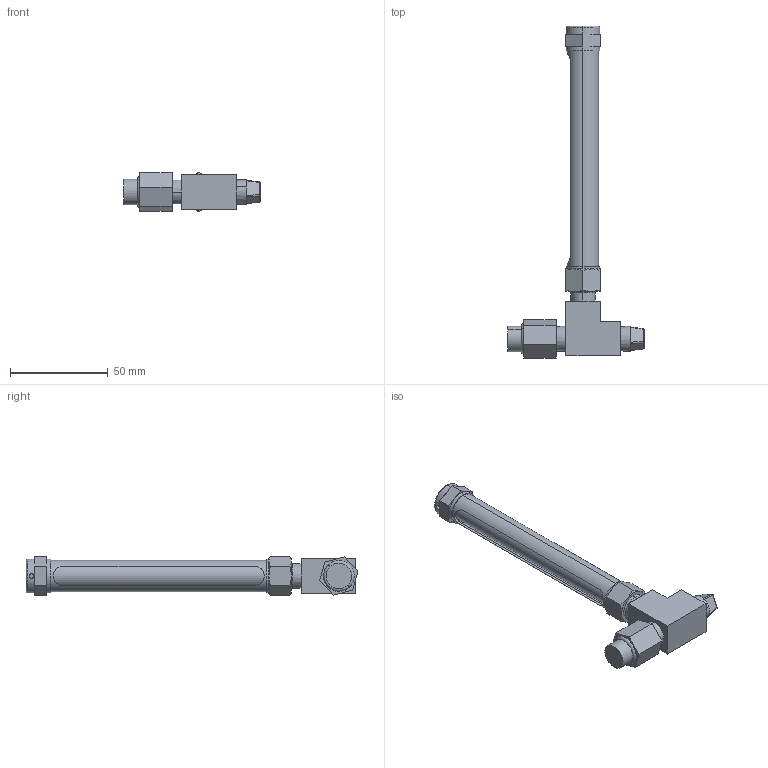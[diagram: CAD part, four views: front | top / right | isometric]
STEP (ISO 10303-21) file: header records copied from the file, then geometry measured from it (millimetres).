
FILE_DESCRIPTION (( 'STEP AP214' ), '1' );
FILE_NAME ('76144.STEP', '2012-12-21T13:26:23', ( 'it' ), ( '' ), 'SwSTEP 2.0', 'SolidWorks 2012', '' );
FILE_SCHEMA (( 'AUTOMOTIVE_DESIGN' ));
Length unit declared in the file: inch
Products named in the file (1): 76144
Bounding box: 69.88 x 169.72 x 20.16 mm (x, y, z)
Surface area: 21926 mm2 (no closed solid volume)
Topology: 0 solids, 11 shells, 164 faces, 652 edges, 500 vertices
Faces by surface type: plane 92, cylinder 26, cone 22, bspline 14, torus 6, sphere 4
Entity records: 11021 total; most frequent: CARTESIAN_POINT 3889, ORIENTED_EDGE 940, DIRECTION 874, EDGE_CURVE 648, VERTEX_POINT 500, VECTOR 380, LINE 380, AXIS2_PLACEMENT_3D 247
